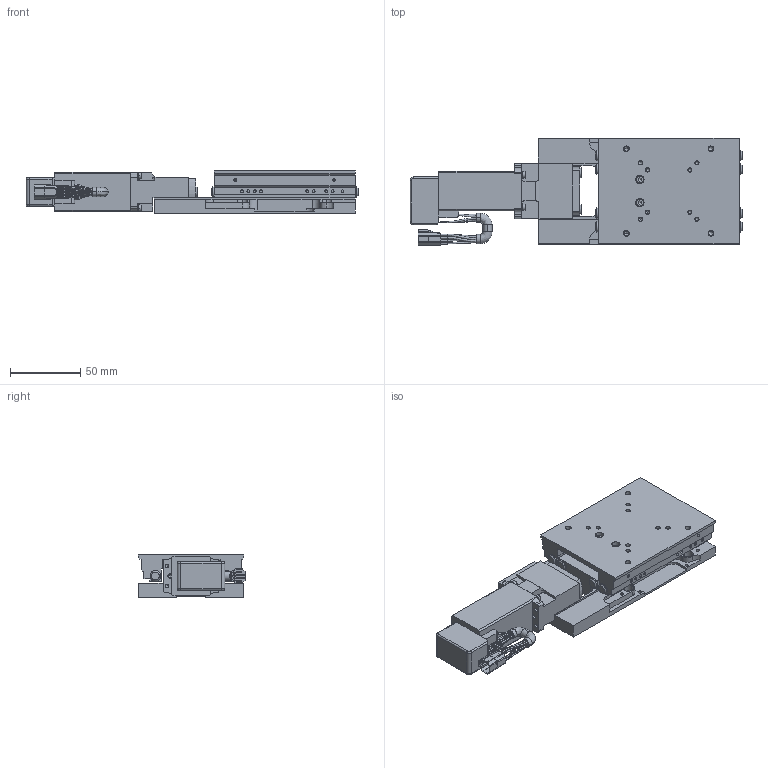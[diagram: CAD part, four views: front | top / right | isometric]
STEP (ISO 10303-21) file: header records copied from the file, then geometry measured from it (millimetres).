
FILE_DESCRIPTION( (''), '2;1');
FILE_NAME ('SXA0750-R01-AZ01.stp','2021-10-14T09:44:37',(''),(''),'spGate 17.5.5','','');
FILE_SCHEMA (('AUTOMOTIVE_DESIGN'));
Length unit declared in the file: millimetre
Products named in the file (4): Assembly; SXA0750-R01-AZ01-prt0; SXA0750-R01-AZ01-prt1; SXA0750-R01-AZ01-prt2
Assembly tree (3 placements, depth 2):
  Assembly
    SXA0750-R01-AZ01-prt0
    SXA0750-R01-AZ01-prt1
    SXA0750-R01-AZ01-prt2
Bounding box: 235.5 x 76.28 x 30 mm (x, y, z)
Volume: 298420.2 mm3; surface area: 73096 mm2
Topology: 3 solids, 3 shells, 999 faces, 2584 edges, 1618 vertices
Faces by surface type: plane 520, cylinder 327, bspline 152
Entity records: 52385 total; most frequent: CARTESIAN_POINT 9310, ORIENTED_EDGE 5024, DIRECTION 4400, COLOUR_RGB 3514, PRESENTATION_STYLE_ASSIGNMENT 3514, STYLED_ITEM 3514, EDGE_CURVE 2512, DRAUGHTING_PRE_DEFINED_CURVE_FONT 2512
